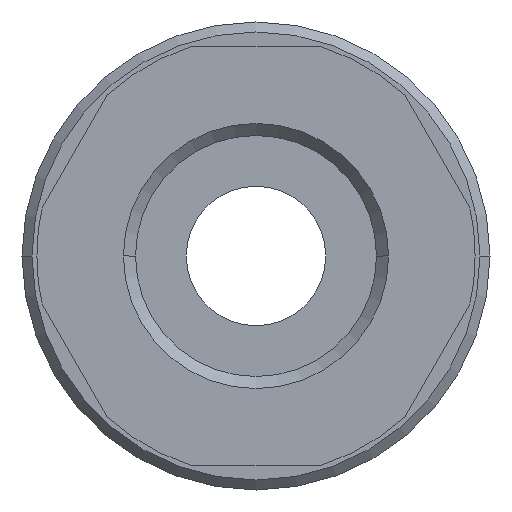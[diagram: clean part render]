
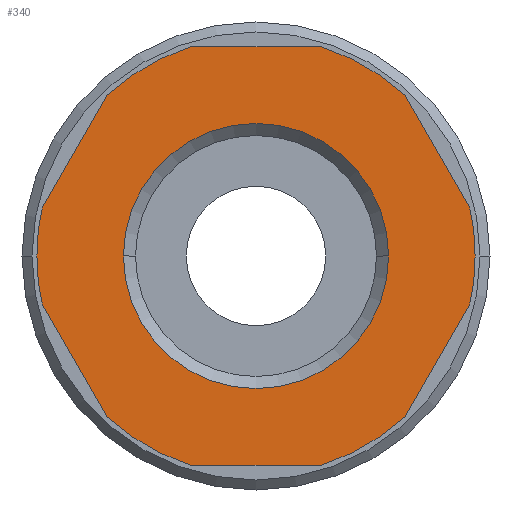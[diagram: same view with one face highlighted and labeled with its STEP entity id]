
A CAD part, front view. The second image highlights one B-rep face of the part: STEP entity #340.
In plain terms, the highlighted planar face has unit normal (0, -1, 0).
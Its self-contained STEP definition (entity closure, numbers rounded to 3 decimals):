
#340=ADVANCED_FACE('',(#699,#700),#701,.T.);
#699=FACE_BOUND('',#1070,.T.);
#700=FACE_OUTER_BOUND('',#1071,.T.);
#701=PLANE('',#1072);
#1070=EDGE_LOOP('',(#1942,#1943));
#1071=EDGE_LOOP('',(#1944,#1945,#1946,#1947,#1948,#1949,#1950,#1951,#1952,#1953,#1954,#1955,#1956,#1957));
#1072=AXIS2_PLACEMENT_3D('',#1958,#1959,#1960);
#1942=ORIENTED_EDGE('',*,*,#2349,.T.);
#1943=ORIENTED_EDGE('',*,*,#2312,.T.);
#1944=ORIENTED_EDGE('',*,*,#2447,.T.);
#1945=ORIENTED_EDGE('',*,*,#2276,.F.);
#1946=ORIENTED_EDGE('',*,*,#2423,.T.);
#1947=ORIENTED_EDGE('',*,*,#2459,.F.);
#1948=ORIENTED_EDGE('',*,*,#2402,.T.);
#1949=ORIENTED_EDGE('',*,*,#2336,.F.);
#1950=ORIENTED_EDGE('',*,*,#2438,.F.);
#1951=ORIENTED_EDGE('',*,*,#2144,.T.);
#1952=ORIENTED_EDGE('',*,*,#2362,.F.);
#1953=ORIENTED_EDGE('',*,*,#2290,.T.);
#1954=ORIENTED_EDGE('',*,*,#2435,.F.);
#1955=ORIENTED_EDGE('',*,*,#2293,.T.);
#1956=ORIENTED_EDGE('',*,*,#2166,.F.);
#1957=ORIENTED_EDGE('',*,*,#2164,.F.);
#1958=CARTESIAN_POINT('',(5.5,0.0,0.0));
#1959=DIRECTION('',(-0.0,-1.0,-0.0));
#1960=DIRECTION('',(-1.0,0.0,0.0));
#2144=EDGE_CURVE('',#2543,#2540,#2544,.T.);
#2164=EDGE_CURVE('',#2576,#2572,#2578,.T.);
#2166=EDGE_CURVE('',#2572,#2580,#2581,.T.);
#2276=EDGE_CURVE('',#2757,#2755,#2759,.T.);
#2290=EDGE_CURVE('',#2779,#2777,#2780,.T.);
#2293=EDGE_CURVE('',#2783,#2580,#2784,.T.);
#2312=EDGE_CURVE('',#2807,#2811,#2813,.T.);
#2336=EDGE_CURVE('',#2838,#2840,#2841,.T.);
#2349=EDGE_CURVE('',#2811,#2807,#2856,.T.);
#2362=EDGE_CURVE('',#2779,#2540,#2872,.T.);
#2402=EDGE_CURVE('',#2918,#2840,#2919,.T.);
#2423=EDGE_CURVE('',#2757,#2939,#2941,.T.);
#2435=EDGE_CURVE('',#2783,#2777,#2954,.T.);
#2438=EDGE_CURVE('',#2543,#2838,#2957,.T.);
#2447=EDGE_CURVE('',#2576,#2755,#2966,.T.);
#2459=EDGE_CURVE('',#2918,#2939,#2978,.T.);
#2540=VERTEX_POINT('',#3170);
#2543=VERTEX_POINT('',#3174);
#2544=LINE('',#3175,#3176);
#2572=VERTEX_POINT('',#3252);
#2576=VERTEX_POINT('',#3257);
#2578=CIRCLE('',#3260,11.0);
#2580=VERTEX_POINT('',#3262);
#2581=CIRCLE('',#3263,11.0);
#2755=VERTEX_POINT('',#3640);
#2757=VERTEX_POINT('',#3643);
#2759=CIRCLE('',#3646,11.0);
#2777=VERTEX_POINT('',#3689);
#2779=VERTEX_POINT('',#3692);
#2780=LINE('',#3693,#3694);
#2783=VERTEX_POINT('',#3698);
#2784=LINE('',#3699,#3700);
#2807=VERTEX_POINT('',#3728);
#2811=VERTEX_POINT('',#3733);
#2813=CIRCLE('',#3736,6.655);
#2838=VERTEX_POINT('',#3790);
#2840=VERTEX_POINT('',#3793);
#2841=CIRCLE('',#3794,11.0);
#2856=CIRCLE('',#3835,6.655);
#2872=CIRCLE('',#3885,11.0);
#2918=VERTEX_POINT('',#3953);
#2919=LINE('',#3954,#3955);
#2939=VERTEX_POINT('',#4000);
#2941=LINE('',#4003,#4004);
#2954=CIRCLE('',#4039,11.0);
#2957=CIRCLE('',#4042,11.0);
#2966=LINE('',#4053,#4054);
#2978=CIRCLE('',#4088,11.0);
#3170=CARTESIAN_POINT('',(7.454,0.0,8.089));
#3174=CARTESIAN_POINT('',(10.733,0.0,2.411));
#3175=CARTESIAN_POINT('',(9.781,0.0,4.059));
#3176=VECTOR('',#4181,1.0);
#3252=CARTESIAN_POINT('',(-11.0,0.0,0.));
#3257=CARTESIAN_POINT('',(-10.733,0.0,-2.411));
#3260=AXIS2_PLACEMENT_3D('',#4203,#4204,#4205);
#3262=CARTESIAN_POINT('',(-10.733,0.0,2.411));
#3263=AXIS2_PLACEMENT_3D('',#4206,#4207,#4208);
#3640=CARTESIAN_POINT('',(-7.454,0.0,-8.089));
#3643=CARTESIAN_POINT('',(-3.279,0.0,-10.5));
#3646=AXIS2_PLACEMENT_3D('',#4370,#4371,#4372);
#3689=CARTESIAN_POINT('',(-3.279,0.0,10.5));
#3692=CARTESIAN_POINT('',(3.279,0.0,10.5));
#3693=CARTESIAN_POINT('',(2.75,0.0,10.5));
#3694=VECTOR('',#4386,1.0);
#3698=CARTESIAN_POINT('',(-7.454,0.0,8.089));
#3699=CARTESIAN_POINT('',(-8.406,0.0,6.441));
#3700=VECTOR('',#4388,1.0);
#3728=CARTESIAN_POINT('',(6.655,0.0,0.));
#3733=CARTESIAN_POINT('',(-6.655,0.0,0.));
#3736=AXIS2_PLACEMENT_3D('',#4417,#4418,#4419);
#3790=CARTESIAN_POINT('',(11.0,0.0,0.));
#3793=CARTESIAN_POINT('',(10.733,0.0,-2.411));
#3794=AXIS2_PLACEMENT_3D('',#4446,#4447,#4448);
#3835=AXIS2_PLACEMENT_3D('',#4456,#4457,#4458);
#3885=AXIS2_PLACEMENT_3D('',#4472,#4473,#4474);
#3953=CARTESIAN_POINT('',(7.454,0.0,-8.089));
#3954=CARTESIAN_POINT('',(9.781,0.0,-4.059));
#3955=VECTOR('',#4525,1.0);
#4000=CARTESIAN_POINT('',(3.279,0.0,-10.5));
#4003=CARTESIAN_POINT('',(2.75,0.0,-10.5));
#4004=VECTOR('',#4545,1.0);
#4039=AXIS2_PLACEMENT_3D('',#4555,#4556,#4557);
#4042=AXIS2_PLACEMENT_3D('',#4558,#4559,#4560);
#4053=CARTESIAN_POINT('',(-8.406,0.0,-6.441));
#4054=VECTOR('',#4569,1.0);
#4088=AXIS2_PLACEMENT_3D('',#4570,#4571,#4572);
#4181=DIRECTION('',(-0.5,0.0,0.866));
#4203=CARTESIAN_POINT('',(0.0,0.0,0.0));
#4204=DIRECTION('',(-0.0,1.0,0.0));
#4205=DIRECTION('',(1.0,0.0,0.0));
#4206=CARTESIAN_POINT('',(0.0,0.0,0.0));
#4207=DIRECTION('',(-0.0,1.0,0.0));
#4208=DIRECTION('',(1.0,0.0,0.0));
#4370=CARTESIAN_POINT('',(0.0,0.0,0.0));
#4371=DIRECTION('',(-0.0,1.0,0.0));
#4372=DIRECTION('',(1.0,0.0,0.0));
#4386=DIRECTION('',(-1.0,0.0,0.));
#4388=DIRECTION('',(-0.5,0.0,-0.866));
#4417=CARTESIAN_POINT('',(0.0,0.0,0.0));
#4418=DIRECTION('',(-0.0,1.0,0.0));
#4419=DIRECTION('',(1.0,0.0,0.0));
#4446=CARTESIAN_POINT('',(0.0,0.0,0.0));
#4447=DIRECTION('',(-0.0,1.0,0.0));
#4448=DIRECTION('',(1.0,0.0,0.0));
#4456=CARTESIAN_POINT('',(0.0,0.0,0.0));
#4457=DIRECTION('',(-0.0,1.0,0.0));
#4458=DIRECTION('',(1.0,0.0,0.0));
#4472=CARTESIAN_POINT('',(0.0,0.0,0.0));
#4473=DIRECTION('',(-0.0,1.0,0.0));
#4474=DIRECTION('',(1.0,0.0,0.0));
#4525=DIRECTION('',(0.5,-0.0,0.866));
#4545=DIRECTION('',(1.0,-0.0,0.0));
#4555=CARTESIAN_POINT('',(0.0,0.0,0.0));
#4556=DIRECTION('',(-0.0,1.0,0.0));
#4557=DIRECTION('',(1.0,0.0,0.0));
#4558=CARTESIAN_POINT('',(0.0,0.0,0.0));
#4559=DIRECTION('',(-0.0,1.0,0.0));
#4560=DIRECTION('',(1.0,0.0,0.0));
#4569=DIRECTION('',(0.5,0.0,-0.866));
#4570=CARTESIAN_POINT('',(0.0,0.0,0.0));
#4571=DIRECTION('',(-0.0,1.0,0.0));
#4572=DIRECTION('',(1.0,0.0,0.0));
